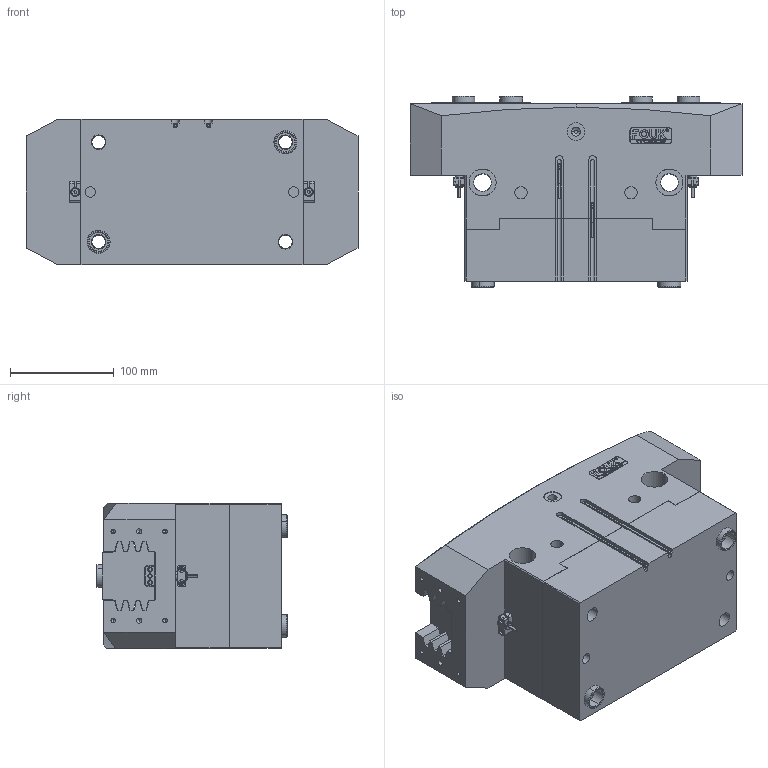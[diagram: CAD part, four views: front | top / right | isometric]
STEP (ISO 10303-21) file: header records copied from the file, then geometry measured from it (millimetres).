
FILE_DESCRIPTION (( 'STEP AP203' ), '1' );
FILE_NAME ('FR136-320-S-NO.STEP', '2025-05-07T01:13:22', ( 'USER-' ), ( 'Microsoft' ), 'SwSTEP 2.0', 'SolidWorks 2018', '' );
FILE_SCHEMA (( 'CONFIG_CONTROL_DESIGN' ));
Length unit declared in the file: millimetre
Products named in the file (13): TRT136-320-MX-01 齿形壳体(默认_按加工_); 22x12杶种; ﾏ擎ﾗ22｡ﾁ16｡ﾁ12; TRT136-320-SX-02 喘倛賑輸; FR136-320-S-NO; 40x15-R2.5; 8-30 換覜ん; P-GS-T-01 喘倛蚚標釱; 棠羲換覜ん; TRT136-320-MX-06 笢猾え; 内六角圆柱头螺钉[GBT70_1-2008][M2.5×8]_M2.5×8; 晚假蚾輸B; TRT136-320-MX-22B 晊扥极
Assembly tree (24 placements, depth 2):
  FR136-320-S-NO
    TRT136-320-MX-01 齿形壳体(默认_按加工_)
    TRT136-320-SX-02 喘倛賑輸  x2
    8-30 換覜ん  x2
    晚假蚾輸B  x2
    22x12杶种  x4
    TRT136-320-MX-06 笢猾え
    P-GS-T-01 喘倛蚚標釱  x2
    40x15-R2.5
    棠羲換覜ん  x2
    内六角圆柱头螺钉[GBT70_1-2008][M2.5×8]_M2.5×8  x4
    TRT136-320-MX-22B 晊扥极
    ﾏ擎ﾗ22｡ﾁ16｡ﾁ12  x2
Bounding box: 320 x 184 x 140 mm (x, y, z)
Volume: 5613565.3 mm3; surface area: 511869.8 mm2
Topology: 24 solids, 28 shells, 1427 faces, 3669 edges, 2335 vertices
Faces by surface type: plane 632, cylinder 411, cone 213, bspline 155, torus 16
Entity records: 42211 total; most frequent: CARTESIAN_POINT 13227, ORIENTED_EDGE 5826, DIRECTION 5284, EDGE_CURVE 2913, VERTEX_POINT 1903, VECTOR 1828, LINE 1828, AXIS2_PLACEMENT_3D 1728
